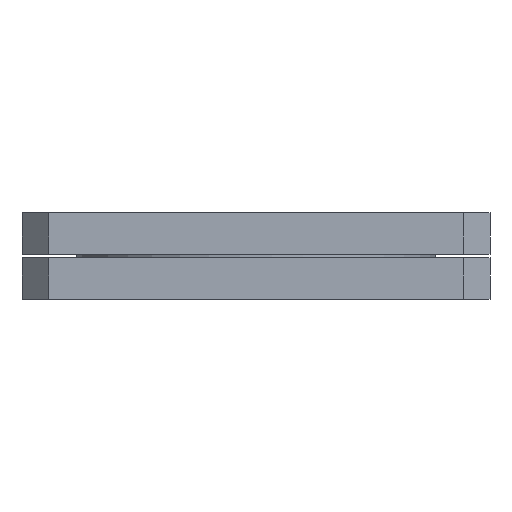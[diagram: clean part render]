
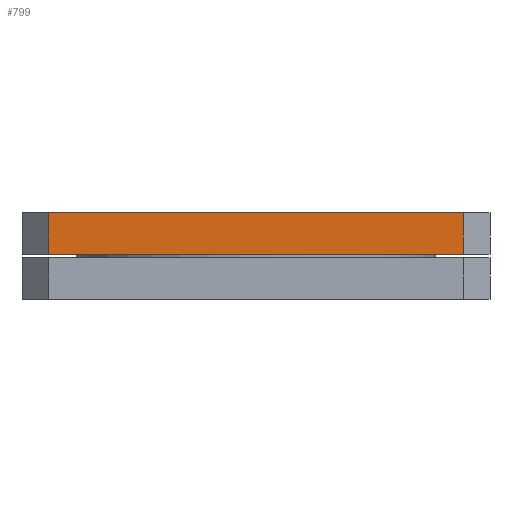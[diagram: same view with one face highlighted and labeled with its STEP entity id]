
A CAD part, front view. The second image highlights one B-rep face of the part: STEP entity #799.
In plain terms, the highlighted planar face has unit normal (0, -1, 0).
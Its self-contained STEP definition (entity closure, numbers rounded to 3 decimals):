
#85 = LINE ( 'NONE', #699, #1259 ) ;
#159 = EDGE_CURVE ( 'NONE', #1000, #1643, #1078, .T. ) ;
#246 = DIRECTION ( 'NONE',  ( -1., 0., 0. ) ) ;
#286 = ORIENTED_EDGE ( 'NONE', *, *, #1104, .T. ) ;
#305 = VECTOR ( 'NONE', #1046, 1000. ) ;
#356 = ORIENTED_EDGE ( 'NONE', *, *, #1032, .T. ) ;
#410 = CARTESIAN_POINT ( 'NONE',  ( 31., -35., 0. ) ) ;
#449 = VECTOR ( 'NONE', #744, 1000. ) ;
#454 = CARTESIAN_POINT ( 'NONE',  ( -31., -35., 0. ) ) ;
#474 = AXIS2_PLACEMENT_3D ( 'NONE', #1885, #1893, #1066 ) ;
#518 = FACE_OUTER_BOUND ( 'NONE', #673, .T. ) ;
#539 = ORIENTED_EDGE ( 'NONE', *, *, #159, .T. ) ;
#614 = DIRECTION ( 'NONE',  ( 0., 0., -1. ) ) ;
#672 = CARTESIAN_POINT ( 'NONE',  ( -31., -35., -6.25 ) ) ;
#673 = EDGE_LOOP ( 'NONE', ( #356, #539, #1250, #286 ) ) ;
#699 = CARTESIAN_POINT ( 'NONE',  ( 35., -35., 0. ) ) ;
#744 = DIRECTION ( 'NONE',  ( 1., 0., 0. ) ) ;
#757 = VERTEX_POINT ( 'NONE', #454 ) ;
#761 = PLANE ( 'NONE',  #474 ) ;
#799 = ADVANCED_FACE ( 'NONE', ( #518 ), #761, .T. ) ;
#862 = LINE ( 'NONE', #1739, #449 ) ;
#881 = LINE ( 'NONE', #1506, #1641 ) ;
#1000 = VERTEX_POINT ( 'NONE', #1304 ) ;
#1019 = EDGE_CURVE ( 'NONE', #1643, #757, #85, .T. ) ;
#1032 = EDGE_CURVE ( 'NONE', #1482, #1000, #862, .T. ) ;
#1046 = DIRECTION ( 'NONE',  ( 0., 0., 1. ) ) ;
#1066 = DIRECTION ( 'NONE',  ( 0., 0., -1. ) ) ;
#1078 = LINE ( 'NONE', #1803, #305 ) ;
#1104 = EDGE_CURVE ( 'NONE', #757, #1482, #881, .T. ) ;
#1250 = ORIENTED_EDGE ( 'NONE', *, *, #1019, .T. ) ;
#1259 = VECTOR ( 'NONE', #246, 1000. ) ;
#1304 = CARTESIAN_POINT ( 'NONE',  ( 31., -35., -6.25 ) ) ;
#1482 = VERTEX_POINT ( 'NONE', #672 ) ;
#1506 = CARTESIAN_POINT ( 'NONE',  ( -31., -35., 0. ) ) ;
#1641 = VECTOR ( 'NONE', #614, 1000. ) ;
#1643 = VERTEX_POINT ( 'NONE', #410 ) ;
#1739 = CARTESIAN_POINT ( 'NONE',  ( -225., -35., -6.25 ) ) ;
#1803 = CARTESIAN_POINT ( 'NONE',  ( 31., -35., 0. ) ) ;
#1885 = CARTESIAN_POINT ( 'NONE',  ( 35., -35., 0. ) ) ;
#1893 = DIRECTION ( 'NONE',  ( 0., -1., 0. ) ) ;
